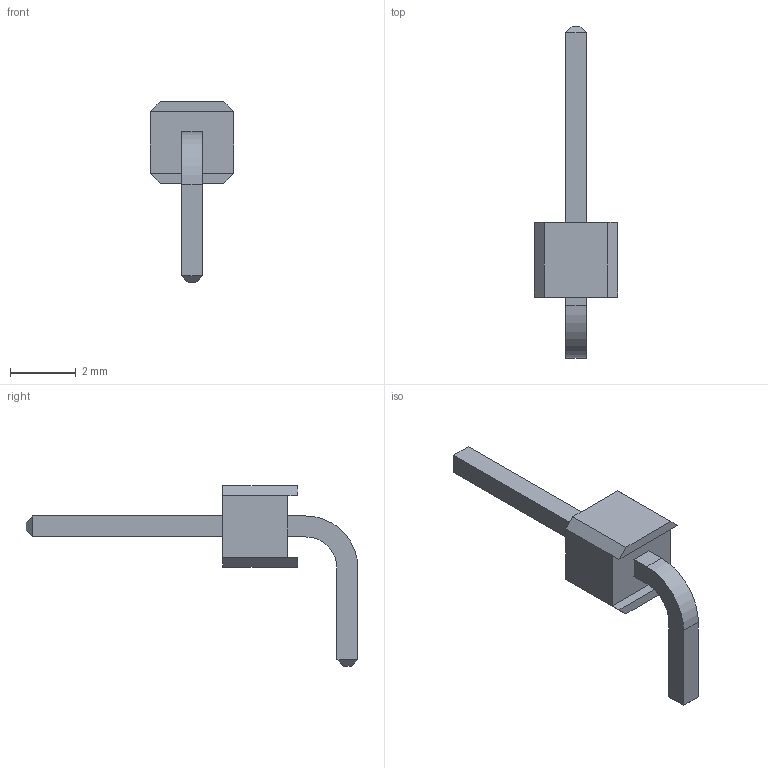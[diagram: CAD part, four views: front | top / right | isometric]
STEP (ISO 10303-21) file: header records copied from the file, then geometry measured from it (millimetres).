
FILE_DESCRIPTION (( 'STEP AP214' ), '1' );
FILE_NAME ('User Library-Header_Male_RA_Low_1Pin.STEP', '2014-03-19T15:41:55', ( 'Windows User' ), ( '' ), 'SwSTEP 2.0', 'SolidWorks 2014', '' );
FILE_SCHEMA (( 'AUTOMOTIVE_DESIGN' ));
Length unit declared in the file: millimetre
Products named in the file (3): User Library-Header_Male_RA_Low_1Pin; User Library-Header_Male_RA_Low_1Pin_PinArray; User Library-Header_Male_RA_Low_1Pin_BodyArray
Assembly tree (2 placements, depth 2):
  User Library-Header_Male_RA_Low_1Pin
    User Library-Header_Male_RA_Low_1Pin_BodyArray
    User Library-Header_Male_RA_Low_1Pin_PinArray
Bounding box: 2.54 x 10.13 x 5.51 mm (x, y, z)
Volume: 17.3 mm3; surface area: 73.1 mm2
Topology: 2 solids, 2 shells, 36 faces, 84 edges, 52 vertices
Faces by surface type: plane 34, cylinder 2
Entity records: 1506 total; most frequent: CARTESIAN_POINT 177, DIRECTION 170, ORIENTED_EDGE 168, EDGE_CURVE 84, LINE 80, VECTOR 80, VERTEX_POINT 52, AXIS2_PLACEMENT_3D 45
